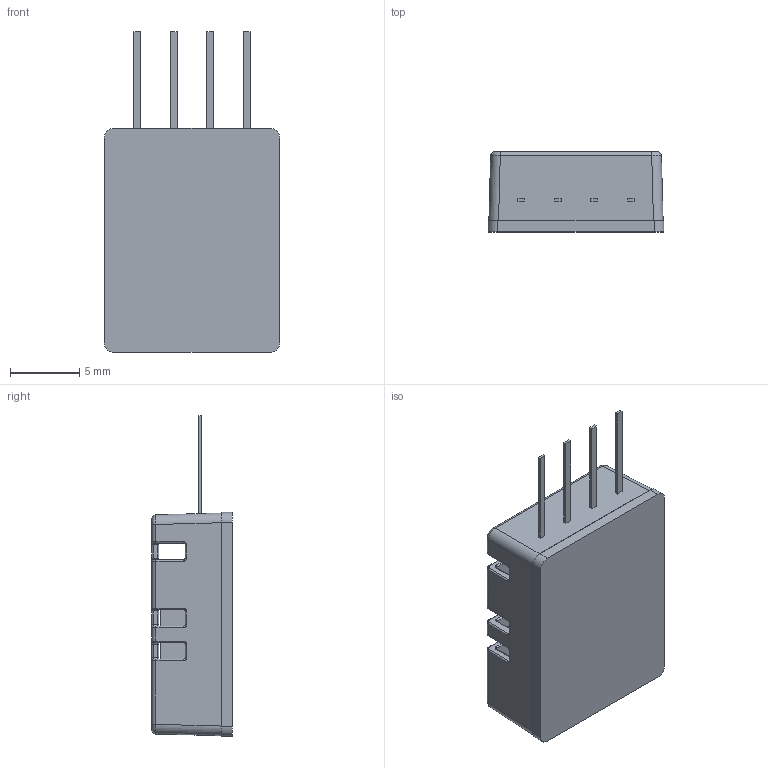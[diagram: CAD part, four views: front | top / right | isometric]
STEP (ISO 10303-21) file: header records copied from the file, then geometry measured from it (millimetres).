
FILE_DESCRIPTION(('DHT11 Temperature Sensor'),'2;1');
FILE_NAME('DHT11.stp','2014-08-28T18:13:28',('Tim Krins'),(''),'','','');
FILE_SCHEMA(('AUTOMOTIVE_DESIGN { 1 0 10303 214 1 1 1 1 }'));
Length unit declared in the file: millimetre
Products named in the file (1): DHT11
Bounding box: 12.7 x 5.8 x 23.2 mm (x, y, z)
Volume: 821.8 mm3; surface area: 1899.6 mm2
Topology: 8 solids, 8 shells, 643 faces, 1533 edges, 896 vertices
Faces by surface type: cylinder 295, torus 162, plane 158, bspline 28
Entity records: 19278 total; most frequent: CARTESIAN_POINT 3824, DIRECTION 3535, ORIENTED_EDGE 3066, EDGE_CURVE 1533, AXIS2_PLACEMENT_3D 1392, VERTEX_POINT 896, VECTOR 751, LINE 751
